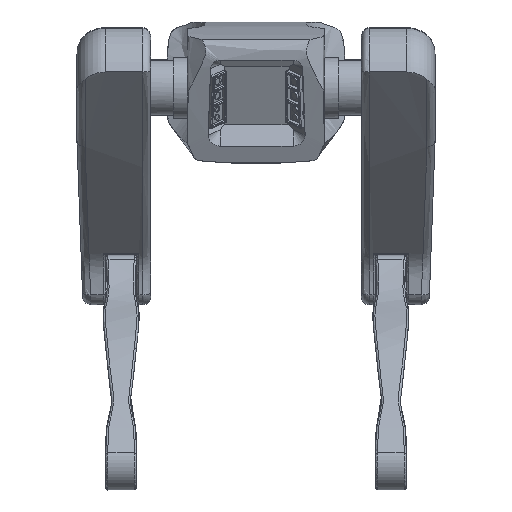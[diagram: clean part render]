
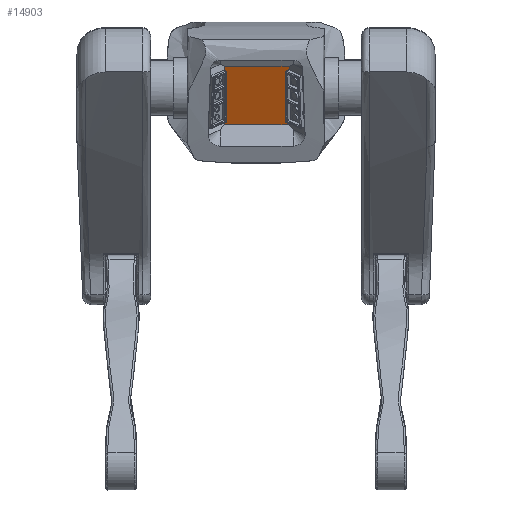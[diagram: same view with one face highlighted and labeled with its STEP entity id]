
A CAD part, front view. The second image highlights one B-rep face of the part: STEP entity #14903.
In plain terms, the highlighted planar face has unit normal (0, -0.899, -0.439).
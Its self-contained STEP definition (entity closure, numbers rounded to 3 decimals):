
#524=ELLIPSE('',#15586,1.414,1.);
#525=ELLIPSE('',#15591,1.414,1.);
#1596=FACE_OUTER_BOUND('',#2516,.T.);
#2516=EDGE_LOOP('',(#12006,#12007,#12008,#12009,#12010,#12011,#12012,#12013,
#12014,#12015,#12016,#12017));
#3642=LINE('',#26941,#4479);
#3799=LINE('',#28738,#4636);
#3801=LINE('',#28741,#4638);
#3803=LINE('',#28806,#4640);
#3804=LINE('',#28808,#4641);
#3805=LINE('',#28809,#4642);
#3806=LINE('',#28810,#4643);
#3807=LINE('',#28812,#4644);
#3808=LINE('',#28814,#4645);
#3809=LINE('',#28815,#4646);
#4479=VECTOR('',#17055,10.);
#4636=VECTOR('',#17554,10.);
#4638=VECTOR('',#17558,10.);
#4640=VECTOR('',#17566,10.);
#4641=VECTOR('',#17567,10.);
#4642=VECTOR('',#17568,10.);
#4643=VECTOR('',#17569,10.);
#4644=VECTOR('',#17570,10.);
#4645=VECTOR('',#17571,10.);
#4646=VECTOR('',#17572,10.);
#6424=VERTEX_POINT('',#26911);
#6425=VERTEX_POINT('',#26912);
#6428=VERTEX_POINT('',#26925);
#6429=VERTEX_POINT('',#26926);
#6432=VERTEX_POINT('',#26939);
#6479=VERTEX_POINT('',#27080);
#6488=VERTEX_POINT('',#27107);
#6616=VERTEX_POINT('',#28737);
#6620=VERTEX_POINT('',#28805);
#6621=VERTEX_POINT('',#28807);
#6622=VERTEX_POINT('',#28811);
#6623=VERTEX_POINT('',#28813);
#8219=EDGE_CURVE('',#6424,#6425,#524,.F.);
#8226=EDGE_CURVE('',#6428,#6429,#525,.F.);
#8234=EDGE_CURVE('',#6424,#6432,#3642,.T.);
#8519=EDGE_CURVE('',#6616,#6429,#3799,.T.);
#8521=EDGE_CURVE('',#6428,#6425,#3801,.T.);
#8526=EDGE_CURVE('',#6432,#6620,#3803,.T.);
#8527=EDGE_CURVE('',#6620,#6621,#3804,.T.);
#8528=EDGE_CURVE('',#6621,#6488,#3805,.T.);
#8529=EDGE_CURVE('',#6488,#6479,#3806,.T.);
#8530=EDGE_CURVE('',#6479,#6622,#3807,.T.);
#8531=EDGE_CURVE('',#6622,#6623,#3808,.T.);
#8532=EDGE_CURVE('',#6623,#6616,#3809,.T.);
#12006=ORIENTED_EDGE('',*,*,#8519,.T.);
#12007=ORIENTED_EDGE('',*,*,#8226,.F.);
#12008=ORIENTED_EDGE('',*,*,#8521,.T.);
#12009=ORIENTED_EDGE('',*,*,#8219,.F.);
#12010=ORIENTED_EDGE('',*,*,#8234,.T.);
#12011=ORIENTED_EDGE('',*,*,#8526,.T.);
#12012=ORIENTED_EDGE('',*,*,#8527,.T.);
#12013=ORIENTED_EDGE('',*,*,#8528,.T.);
#12014=ORIENTED_EDGE('',*,*,#8529,.T.);
#12015=ORIENTED_EDGE('',*,*,#8530,.T.);
#12016=ORIENTED_EDGE('',*,*,#8531,.T.);
#12017=ORIENTED_EDGE('',*,*,#8532,.T.);
#14312=PLANE('',#15770);
#14903=ADVANCED_FACE('',(#1596),#14312,.T.);
#15586=AXIS2_PLACEMENT_3D('',#26913,#17024,#17025);
#15591=AXIS2_PLACEMENT_3D('',#26927,#17039,#17040);
#15770=AXIS2_PLACEMENT_3D('',#28804,#17564,#17565);
#17024=DIRECTION('center_axis',(0.,0.899,0.439));
#17025=DIRECTION('ref_axis',(-1.,0.,0.));
#17039=DIRECTION('center_axis',(0.,0.899,0.439));
#17040=DIRECTION('ref_axis',(-1.,0.,0.));
#17055=DIRECTION('',(1.,0.,0.));
#17554=DIRECTION('',(-1.,0.,0.));
#17558=DIRECTION('',(0.,-0.439,0.899));
#17564=DIRECTION('center_axis',(0.,-0.899,-0.439));
#17565=DIRECTION('ref_axis',(0.,0.439,-0.899));
#17566=DIRECTION('',(0.,-0.439,0.899));
#17567=DIRECTION('',(-1.,0.,0.));
#17568=DIRECTION('',(0.,0.439,-0.899));
#17569=DIRECTION('',(0.,0.439,-0.899));
#17570=DIRECTION('',(0.,0.439,-0.899));
#17571=DIRECTION('',(1.,0.,0.));
#17572=DIRECTION('',(0.,-0.439,0.899));
#26911=CARTESIAN_POINT('',(40.572,-355.699,114.255));
#26912=CARTESIAN_POINT('',(39.157,-355.261,113.356));
#26913=CARTESIAN_POINT('Origin',(40.572,-355.261,113.356));
#26925=CARTESIAN_POINT('',(39.157,-325.438,52.245));
#26926=CARTESIAN_POINT('',(40.572,-324.999,51.346));
#26927=CARTESIAN_POINT('Origin',(40.572,-325.438,52.245));
#26939=CARTESIAN_POINT('',(40.843,-355.699,114.255));
#26941=CARTESIAN_POINT('',(42.5,-355.699,114.255));
#27080=CARTESIAN_POINT('',(-39.157,-325.438,52.245));
#27107=CARTESIAN_POINT('',(-39.157,-355.261,113.356));
#28737=CARTESIAN_POINT('',(40.843,-324.999,51.346));
#28738=CARTESIAN_POINT('',(52.31,-324.999,51.346));
#28741=CARTESIAN_POINT('',(39.157,-319.517,40.112));
#28804=CARTESIAN_POINT('Origin',(45.843,-314.035,28.879));
#28805=CARTESIAN_POINT('',(40.843,-357.892,118.748));
#28806=CARTESIAN_POINT('',(40.843,-360.085,123.242));
#28807=CARTESIAN_POINT('',(-39.157,-357.892,118.748));
#28808=CARTESIAN_POINT('',(-44.157,-357.892,118.748));
#28809=CARTESIAN_POINT('',(-39.157,-320.614,42.359));
#28810=CARTESIAN_POINT('',(-39.157,-320.614,42.359));
#28811=CARTESIAN_POINT('',(-39.157,-322.807,46.852));
#28812=CARTESIAN_POINT('',(-39.157,-320.614,42.359));
#28813=CARTESIAN_POINT('',(40.843,-322.807,46.852));
#28814=CARTESIAN_POINT('',(45.843,-322.807,46.852));
#28815=CARTESIAN_POINT('',(40.843,-360.085,123.242));
